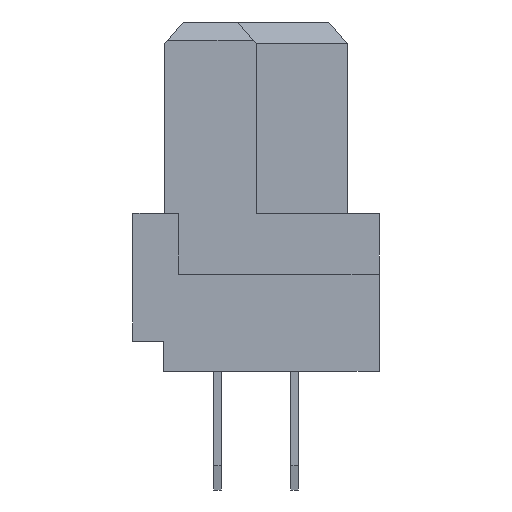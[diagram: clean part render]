
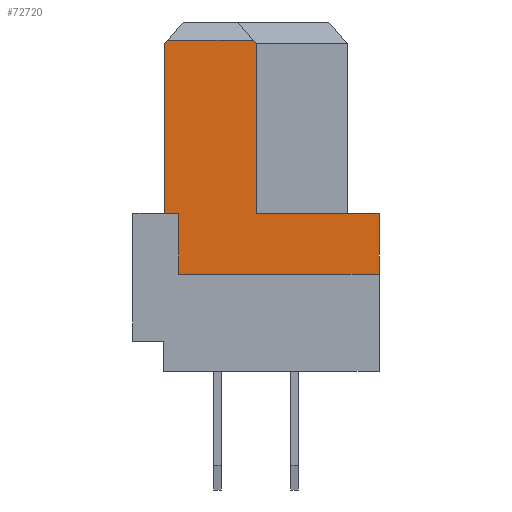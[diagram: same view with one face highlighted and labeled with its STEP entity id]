
A CAD part, left-side view. The second image highlights one B-rep face of the part: STEP entity #72720.
In plain terms, the highlighted planar face has unit normal (-1, 0, 0).
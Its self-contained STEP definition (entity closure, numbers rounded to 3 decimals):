
#3440=CARTESIAN_POINT('',(-22.18,3.,4.2));
#3450=VERTEX_POINT('',#3440);
#3480=CARTESIAN_POINT('',(-22.18,0.35,4.2));
#3490=DIRECTION('',(0.,1.,0.));
#3500=VECTOR('',#3490,1.);
#3510=LINE('',#3480,#3500);
#3520=CARTESIAN_POINT('',(-22.18,2.55,4.2));
#3530=VERTEX_POINT('',#3520);
#3540=EDGE_CURVE('',#3530,#3450,#3510,.T.);
#62730=CARTESIAN_POINT('',(-22.18,-4.05,2.2));
#62740=VERTEX_POINT('',#62730);
#62770=CARTESIAN_POINT('',(-22.18,-4.05,-1.));
#62780=DIRECTION('',(0.,0.,1.));
#62790=VECTOR('',#62780,1.);
#62800=LINE('',#62770,#62790);
#62810=CARTESIAN_POINT('',(-22.18,-4.05,4.2));
#62820=VERTEX_POINT('',#62810);
#62830=EDGE_CURVE('',#62740,#62820,#62800,.T.);
#63050=CARTESIAN_POINT('',(-22.18,0.,4.2));
#63060=VERTEX_POINT('',#63050);
#63200=CARTESIAN_POINT('',(-22.18,0.35,4.2));
#63210=DIRECTION('',(0.,1.,0.));
#63220=VECTOR('',#63210,1.);
#63230=LINE('',#63200,#63220);
#63240=EDGE_CURVE('',#62820,#63060,#63230,.T.);
#64480=CARTESIAN_POINT('',(-22.18,2.55,2.2));
#64490=VERTEX_POINT('',#64480);
#64520=CARTESIAN_POINT('',(-22.18,0.35,2.2));
#64530=DIRECTION('',(0.,-1.,0.));
#64540=VECTOR('',#64530,1.);
#64550=LINE('',#64520,#64540);
#64560=EDGE_CURVE('',#64490,#62740,#64550,.T.);
#66570=CARTESIAN_POINT('',(-22.18,2.55,-1.));
#66580=DIRECTION('',(0.,0.,-1.));
#66590=VECTOR('',#66580,1.);
#66600=LINE('',#66570,#66590);
#66610=EDGE_CURVE('',#3530,#64490,#66600,.T.);
#66790=CARTESIAN_POINT('',(-22.18,3.,9.8));
#66800=VERTEX_POINT('',#66790);
#66830=CARTESIAN_POINT('',(-22.18,3.,-1.));
#66840=DIRECTION('',(0.,0.,-1.));
#66850=VECTOR('',#66840,1.);
#66860=LINE('',#66830,#66850);
#66870=EDGE_CURVE('',#66800,#3450,#66860,.T.);
#67120=CARTESIAN_POINT('',(-22.18,2.914,9.9));
#67130=VERTEX_POINT('',#67120);
#67160=CARTESIAN_POINT('',(-22.18,12.257,-1.));
#67170=DIRECTION('',(0.,0.651,-0.759));
#67180=VECTOR('',#67170,1.);
#67190=LINE('',#67160,#67180);
#67200=EDGE_CURVE('',#67130,#66800,#67190,.T.);
#72110=CARTESIAN_POINT('',(-22.18,0.,9.8));
#72120=VERTEX_POINT('',#72110);
#72150=CARTESIAN_POINT('',(-22.18,-9.257,-1.))
;
#72160=DIRECTION('',(0.,-0.651,-0.759));
#72170=VECTOR('',#72160,1.);
#72180=LINE('',#72150,#72170);
#72190=CARTESIAN_POINT('',(-22.18,0.086,9.9));
#72200=VERTEX_POINT('',#72190);
#72210=EDGE_CURVE('',#72200,#72120,#72180,.T.);
#72400=CARTESIAN_POINT('',(-22.18,0.,
-1.));
#72410=DIRECTION('',(0.,0.,1.));
#72420=VECTOR('',#72410,1.);
#72430=LINE('',#72400,#72420);
#72440=EDGE_CURVE('',#63060,#72120,#72430,.T.);
#72500=CARTESIAN_POINT('',(-22.18,2.55,4.2));
#72510=DIRECTION('',(-1.,0.,0.));
#72520=DIRECTION('',(0.,1.,0.));
#72530=AXIS2_PLACEMENT_3D('',#72500,#72510,#72520);
#72540=PLANE('',#72530);
#72550=ORIENTED_EDGE('',*,*,#72210,.F.);
#72560=ORIENTED_EDGE('',*,*,#72440,.T.);
#72570=ORIENTED_EDGE('',*,*,#63240,.T.);
#72580=ORIENTED_EDGE('',*,*,#62830,.T.);
#72590=ORIENTED_EDGE('',*,*,#64560,.T.);
#72600=ORIENTED_EDGE('',*,*,#66610,.T.);
#72610=ORIENTED_EDGE('',*,*,#3540,.F.);
#72620=ORIENTED_EDGE('',*,*,#66870,.T.);
#72630=ORIENTED_EDGE('',*,*,#67200,.T.);
#72640=CARTESIAN_POINT('',(-22.18,1.2,9.9));
#72650=DIRECTION('',(0.,1.,0.));
#72660=VECTOR('',#72650,1.);
#72670=LINE('',#72640,#72660);
#72680=EDGE_CURVE('',#72200,#67130,#72670,.T.);
#72690=ORIENTED_EDGE('',*,*,#72680,.T.);
#72700=EDGE_LOOP('',(#72690,#72630,#72620,#72610,#72600,#72590,#72580,
#72570,#72560,#72550));
#72710=FACE_OUTER_BOUND('',#72700,.T.);
#72720=ADVANCED_FACE('',(#72710),#72540,.T.);
